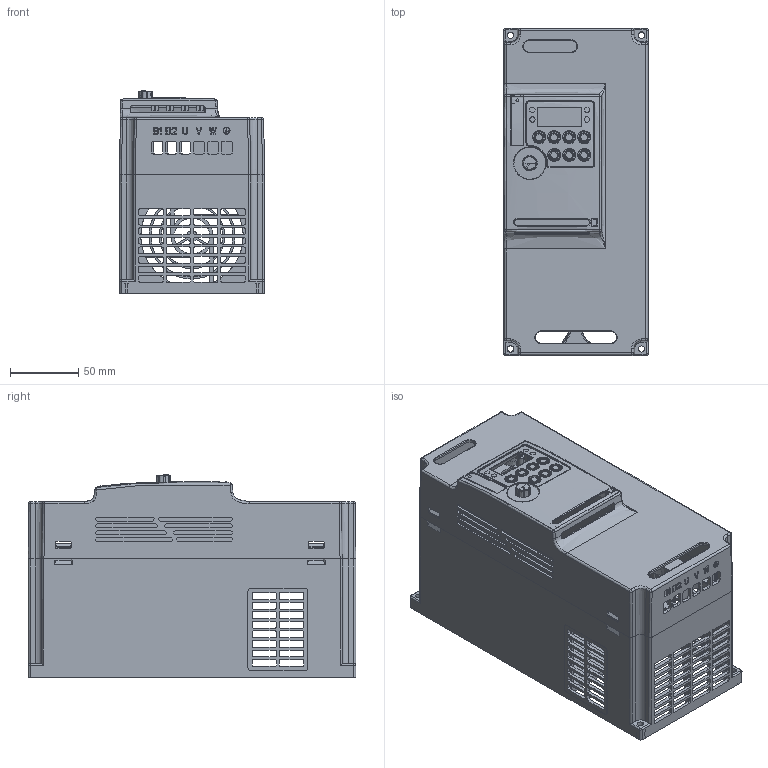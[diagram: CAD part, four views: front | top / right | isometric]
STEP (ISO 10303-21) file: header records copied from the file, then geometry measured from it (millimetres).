
FILE_DESCRIPTION((''),'2;1');
FILE_NAME('S26_ASM','2016-11-03T',('PC-TR'),(''),'PRO/ENGINEER BY PARAMETRIC TECHNOLOGY CORPORATION, 2010280','PRO/ENGINEER BY PARAMETRIC TECHNOLOGY CORPORATION, 2010280','');
FILE_SCHEMA(('CONFIG_CONTROL_DESIGN'));
Products named in the file (6): S26SJ01; S26SJ02; QJ_ASM; FL_ASM; S11SJ06; S26_ASM
Assembly tree (5 placements, depth 2):
  S26_ASM
    S26SJ01
    S26SJ02
    QJ_ASM
    FL_ASM
    S11SJ06
Bounding box: 106.02 x 240.02 x 148.5 mm (x, y, z)
Surface area: 315284 mm2 (no closed solid volume)
Topology: 0 solids, 32 shells, 2968 faces, 8312 edges, 5472 vertices
Faces by surface type: plane 1758, cylinder 762, bspline 214, cone 140, torus 75, sphere 19
Entity records: 112508 total; most frequent: CARTESIAN_POINT 38157, ORIENTED_EDGE 16455, DIRECTION 13686, EDGE_CURVE 8307, VERTEX_POINT 5472, VECTOR 5214, LINE 5214, AXIS2_PLACEMENT_3D 4236
